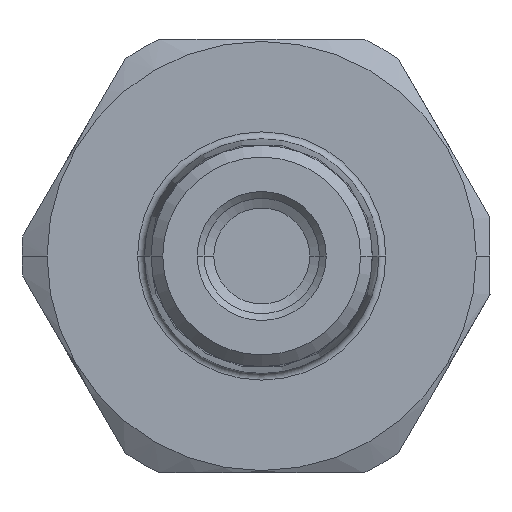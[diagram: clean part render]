
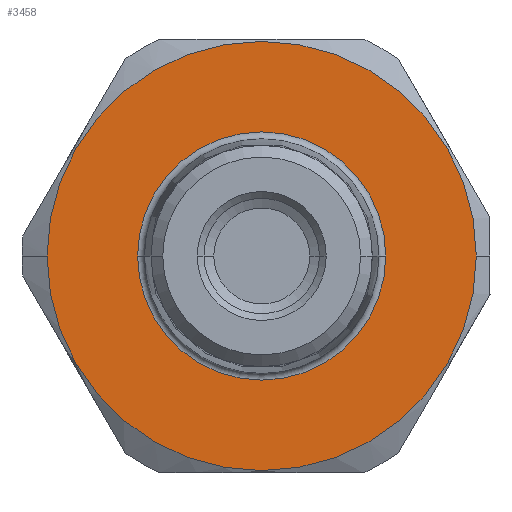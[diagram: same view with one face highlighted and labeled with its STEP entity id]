
A CAD part, front view. The second image highlights one B-rep face of the part: STEP entity #3458.
In plain terms, the highlighted face is planar.
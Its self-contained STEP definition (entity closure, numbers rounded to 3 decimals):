
#33 = AXIS2_PLACEMENT_3D ( 'NONE', #197, #1962, #3776 ) ;
#48 = DIRECTION ( 'NONE',  ( 0., 1., 0. ) ) ;
#104 = CIRCLE ( 'NONE', #2902, 5.436 ) ;
#197 = CARTESIAN_POINT ( 'NONE',  ( -14.6, 0., 0. ) ) ;
#331 = EDGE_CURVE ( 'NONE', #4442, #2427, #1876, .T. ) ;
#534 = AXIS2_PLACEMENT_3D ( 'NONE', #1720, #4550, #661 ) ;
#639 = ORIENTED_EDGE ( 'NONE', *, *, #1512, .T. ) ;
#652 = AXIS2_PLACEMENT_3D ( 'NONE', #966, #1985, #4120 ) ;
#661 = DIRECTION ( 'NONE',  ( 0., -1., 0. ) ) ;
#766 = AXIS2_PLACEMENT_3D ( 'NONE', #4588, #3102, #4560 ) ;
#815 = EDGE_CURVE ( 'NONE', #2427, #4442, #3989, .T. ) ;
#966 = CARTESIAN_POINT ( 'NONE',  ( -14.6, 0., 0. ) ) ;
#1038 = ORIENTED_EDGE ( 'NONE', *, *, #1278, .T. ) ;
#1156 = ORIENTED_EDGE ( 'NONE', *, *, #815, .F. ) ;
#1243 = CIRCLE ( 'NONE', #33, 5.436 ) ;
#1278 = EDGE_CURVE ( 'NONE', #3401, #1774, #1243, .T. ) ;
#1512 = EDGE_CURVE ( 'NONE', #1774, #3401, #104, .T. ) ;
#1625 = CARTESIAN_POINT ( 'NONE',  ( -14.6, 5.436, 0. ) ) ;
#1643 = FACE_OUTER_BOUND ( 'NONE', #4208, .T. ) ;
#1720 = CARTESIAN_POINT ( 'NONE',  ( -14.6, 9.4, 0. ) ) ;
#1774 = VERTEX_POINT ( 'NONE', #1625 ) ;
#1795 = CARTESIAN_POINT ( 'NONE',  ( -14.6, -9.4, 0. ) ) ;
#1876 = CIRCLE ( 'NONE', #766, 9.4 ) ;
#1892 = ORIENTED_EDGE ( 'NONE', *, *, #331, .F. ) ;
#1953 = EDGE_LOOP ( 'NONE', ( #639, #1038 ) ) ;
#1962 = DIRECTION ( 'NONE',  ( 1., 0., 0. ) ) ;
#1985 = DIRECTION ( 'NONE',  ( 1., 0., 0. ) ) ;
#2190 = CARTESIAN_POINT ( 'NONE',  ( -14.6, 0., 0. ) ) ;
#2402 = CARTESIAN_POINT ( 'NONE',  ( -14.6, -5.436, 0. ) ) ;
#2427 = VERTEX_POINT ( 'NONE', #3524 ) ;
#2902 = AXIS2_PLACEMENT_3D ( 'NONE', #2190, #3565, #48 ) ;
#3102 = DIRECTION ( 'NONE',  ( 1., 0., 0. ) ) ;
#3176 = PLANE ( 'NONE',  #534 ) ;
#3401 = VERTEX_POINT ( 'NONE', #2402 ) ;
#3458 = ADVANCED_FACE ( 'NONE', ( #4171, #1643 ), #3176, .T. ) ;
#3524 = CARTESIAN_POINT ( 'NONE',  ( -14.6, 9.4, 0. ) ) ;
#3565 = DIRECTION ( 'NONE',  ( 1., 0., 0. ) ) ;
#3776 = DIRECTION ( 'NONE',  ( 0., 1., 0. ) ) ;
#3989 = CIRCLE ( 'NONE', #652, 9.4 ) ;
#4120 = DIRECTION ( 'NONE',  ( 0., 1., 0. ) ) ;
#4171 = FACE_BOUND ( 'NONE', #1953, .T. ) ;
#4208 = EDGE_LOOP ( 'NONE', ( #1156, #1892 ) ) ;
#4442 = VERTEX_POINT ( 'NONE', #1795 ) ;
#4550 = DIRECTION ( 'NONE',  ( -1., 0., 0. ) ) ;
#4560 = DIRECTION ( 'NONE',  ( 0., 1., 0. ) ) ;
#4588 = CARTESIAN_POINT ( 'NONE',  ( -14.6, 0., 0. ) ) ;
